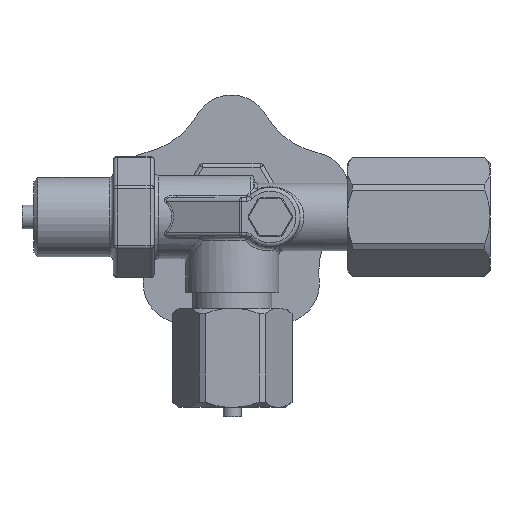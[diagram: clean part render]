
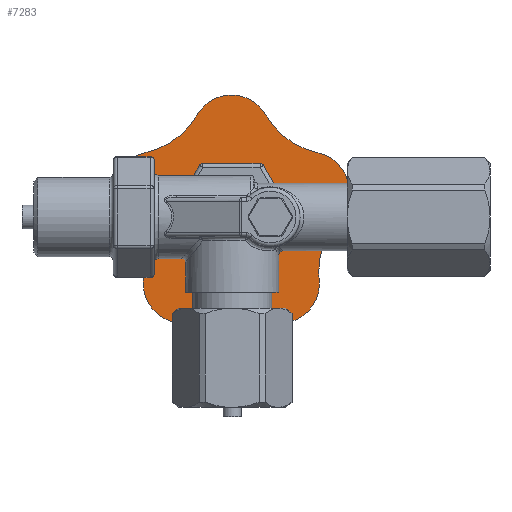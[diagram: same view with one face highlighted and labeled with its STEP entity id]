
A CAD part, front view. The second image highlights one B-rep face of the part: STEP entity #7283.
In plain terms, the highlighted planar face has unit normal (0, -1, 0).
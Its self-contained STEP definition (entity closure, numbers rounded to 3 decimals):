
#157 = EDGE_LOOP ( 'NONE', ( #6914, #6919 ) ) ;
#174 = EDGE_LOOP ( 'NONE', ( #6915, #6918, #1134, #1133, #1137, #1135, #1136, #9613, #9612, #9614, #9615, #9616, #2018 ) ) ;
#1133 = ORIENTED_EDGE ( 'NONE', *, *, #7929, .F. ) ;
#1134 = ORIENTED_EDGE ( 'NONE', *, *, #7890, .F. ) ;
#1135 = ORIENTED_EDGE ( 'NONE', *, *, #7931, .F. ) ;
#1136 = ORIENTED_EDGE ( 'NONE', *, *, #7894, .F. ) ;
#1137 = ORIENTED_EDGE ( 'NONE', *, *, #7930, .F. ) ;
#2018 = ORIENTED_EDGE ( 'NONE', *, *, #7900, .F. ) ;
#3523 = CARTESIAN_POINT ( 'NONE',  ( -36.45, 69.8, 0. ) ) ;
#3526 = PLANE ( 'NONE',  #3752 ) ;
#3528 = DIRECTION ( 'NONE',  ( 0., 1., 0. ) ) ;
#3529 = DIRECTION ( 'NONE',  ( -1., 0., 0. ) ) ;
#3752 = AXIS2_PLACEMENT_3D ( 'NONE', #3523, #3528, #3529 ) ;
#4653 = CIRCLE ( 'NONE', #4958, 10. ) ;
#4665 = CIRCLE ( 'NONE', #4960, 20. ) ;
#4671 = CIRCLE ( 'NONE', #4965, 10. ) ;
#4673 = CIRCLE ( 'NONE', #4968, 9.95 ) ;
#4705 = CIRCLE ( 'NONE', #4985, 9.95 ) ;
#4706 = CIRCLE ( 'NONE', #4986, 20. ) ;
#4707 = CIRCLE ( 'NONE', #4987, 10. ) ;
#4708 = CIRCLE ( 'NONE', #4988, 20. ) ;
#4709 = CIRCLE ( 'NONE', #4989, 10. ) ;
#4710 = CIRCLE ( 'NONE', #4990, 20. ) ;
#4711 = CIRCLE ( 'NONE', #4991, 10. ) ;
#4712 = CIRCLE ( 'NONE', #4992, 20. ) ;
#4713 = CIRCLE ( 'NONE', #4993, 10. ) ;
#4714 = CIRCLE ( 'NONE', #4994, 20. ) ;
#4715 = CIRCLE ( 'NONE', #4995, 10. ) ;
#4958 = AXIS2_PLACEMENT_3D ( 'NONE', #5811, #5812, #5813 ) ;
#4960 = AXIS2_PLACEMENT_3D ( 'NONE', #5821, #5822, #5823 ) ;
#4965 = AXIS2_PLACEMENT_3D ( 'NONE', #5838, #5839, #5840 ) ;
#4968 = AXIS2_PLACEMENT_3D ( 'NONE', #5852, #5853, #5854 ) ;
#4985 = AXIS2_PLACEMENT_3D ( 'NONE', #5908, #5909, #5910 ) ;
#4986 = AXIS2_PLACEMENT_3D ( 'NONE', #5911, #5912, #5913 ) ;
#4987 = AXIS2_PLACEMENT_3D ( 'NONE', #5914, #5915, #5916 ) ;
#4988 = AXIS2_PLACEMENT_3D ( 'NONE', #5917, #5918, #5919 ) ;
#4989 = AXIS2_PLACEMENT_3D ( 'NONE', #5920, #5921, #5922 ) ;
#4990 = AXIS2_PLACEMENT_3D ( 'NONE', #5923, #5924, #5925 ) ;
#4991 = AXIS2_PLACEMENT_3D ( 'NONE', #5926, #5927, #5928 ) ;
#4992 = AXIS2_PLACEMENT_3D ( 'NONE', #5929, #5930, #5931 ) ;
#4993 = AXIS2_PLACEMENT_3D ( 'NONE', #5932, #5933, #5934 ) ;
#4994 = AXIS2_PLACEMENT_3D ( 'NONE', #5937, #5938, #5939 ) ;
#4995 = AXIS2_PLACEMENT_3D ( 'NONE', #5941, #5942, #5943 ) ;
#5811 = CARTESIAN_POINT ( 'NONE',  ( -17.897, 69.8, -16.787 ) ) ;
#5812 = DIRECTION ( 'NONE',  ( 0., 1., 0. ) ) ;
#5813 = DIRECTION ( 'NONE',  ( -1., 0., 0. ) ) ;
#5821 = CARTESIAN_POINT ( 'NONE',  ( 36.333, 69.8, -13.657 ) ) ;
#5822 = DIRECTION ( 'NONE',  ( 0., -1., 0. ) ) ;
#5823 = DIRECTION ( 'NONE',  ( -1., 0., 0. ) ) ;
#5838 = CARTESIAN_POINT ( 'NONE',  ( -25.434, 69.8, 6.412 ) ) ;
#5839 = DIRECTION ( 'NONE',  ( 0., 1., 0. ) ) ;
#5840 = DIRECTION ( 'NONE',  ( -1., 0., 0. ) ) ;
#5852 = CARTESIAN_POINT ( 'NONE',  ( -5.7, 69.8, 0. ) ) ;
#5853 = DIRECTION ( 'NONE',  ( 0., -1., 0. ) ) ;
#5854 = DIRECTION ( 'NONE',  ( 1., 0., 0. ) ) ;
#5908 = CARTESIAN_POINT ( 'NONE',  ( -5.7, 69.8, 0. ) ) ;
#5909 = DIRECTION ( 'NONE',  ( 0., -1., 0. ) ) ;
#5910 = DIRECTION ( 'NONE',  ( 1., 0., 0. ) ) ;
#5911 = CARTESIAN_POINT ( 'NONE',  ( -47.733, 69.8, -13.657 ) ) ;
#5912 = DIRECTION ( 'NONE',  ( 0., -1., 0. ) ) ;
#5913 = DIRECTION ( 'NONE',  ( -1., 0., 0. ) ) ;
#5914 = CARTESIAN_POINT ( 'NONE',  ( -17.897, 69.8, -16.787 ) ) ;
#5915 = DIRECTION ( 'NONE',  ( 0., 1., 0. ) ) ;
#5916 = DIRECTION ( 'NONE',  ( -1., 0., 0. ) ) ;
#5917 = CARTESIAN_POINT ( 'NONE',  ( -5.7, 69.8, -44.196 ) ) ;
#5918 = DIRECTION ( 'NONE',  ( 0., -1., 0. ) ) ;
#5919 = DIRECTION ( 'NONE',  ( -1., 0., 0. ) ) ;
#5920 = CARTESIAN_POINT ( 'NONE',  ( 6.497, 69.8, -16.787 ) ) ;
#5921 = DIRECTION ( 'NONE',  ( 0., 1., 0. ) ) ;
#5922 = DIRECTION ( 'NONE',  ( -1., 0., 0. ) ) ;
#5923 = CARTESIAN_POINT ( 'NONE',  ( 36.333, 69.8, -13.657 ) ) ;
#5924 = DIRECTION ( 'NONE',  ( 0., -1., 0. ) ) ;
#5925 = DIRECTION ( 'NONE',  ( -1., 0., 0. ) ) ;
#5926 = CARTESIAN_POINT ( 'NONE',  ( 14.034, 69.8, 6.412 ) ) ;
#5927 = DIRECTION ( 'NONE',  ( 0., 1., 0. ) ) ;
#5928 = DIRECTION ( 'NONE',  ( -1., 0., 0. ) ) ;
#5929 = CARTESIAN_POINT ( 'NONE',  ( 20.278, 69.8, 35.755 ) ) ;
#5930 = DIRECTION ( 'NONE',  ( 0., -1., 0. ) ) ;
#5931 = DIRECTION ( 'NONE',  ( -1., 0., 0. ) ) ;
#5932 = CARTESIAN_POINT ( 'NONE',  ( -5.7, 69.8, 20.75 ) ) ;
#5933 = DIRECTION ( 'NONE',  ( 0., 1., 0. ) ) ;
#5934 = DIRECTION ( 'NONE',  ( -1., 0., 0. ) ) ;
#5937 = CARTESIAN_POINT ( 'NONE',  ( -31.678, 69.8, 35.755 ) ) ;
#5938 = DIRECTION ( 'NONE',  ( 0., -1., 0. ) ) ;
#5939 = DIRECTION ( 'NONE',  ( -1., 0., 0. ) ) ;
#5941 = CARTESIAN_POINT ( 'NONE',  ( -25.434, 69.8, 6.412 ) ) ;
#5942 = DIRECTION ( 'NONE',  ( 0., 1., 0. ) ) ;
#5943 = DIRECTION ( 'NONE',  ( -1., 0., 0. ) ) ;
#5960 = CARTESIAN_POINT ( 'NONE',  ( -27.897, 69.8, -16.787 ) ) ;
#5961 = CARTESIAN_POINT ( 'NONE',  ( 16.333, 69.8, -13.657 ) ) ;
#5983 = CARTESIAN_POINT ( 'NONE',  ( 4.25, 69.8, 0. ) ) ;
#5990 = CARTESIAN_POINT ( 'NONE',  ( -15.65, 69.8, 0. ) ) ;
#5994 = CARTESIAN_POINT ( 'NONE',  ( -14.359, 69.8, 25.752 ) ) ;
#5996 = CARTESIAN_POINT ( 'NONE',  ( -27.516, 69.8, 16.193 ) ) ;
#6000 = CARTESIAN_POINT ( 'NONE',  ( 2.431, 69.8, -25.923 ) ) ;
#6005 = CARTESIAN_POINT ( 'NONE',  ( -27.842, 69.8, -15.744 ) ) ;
#6009 = CARTESIAN_POINT ( 'NONE',  ( 16.116, 69.8, 16.193 ) ) ;
#6012 = CARTESIAN_POINT ( 'NONE',  ( -13.831, 69.8, -25.923 ) ) ;
#6014 = CARTESIAN_POINT ( 'NONE',  ( -32.867, 69.8, -0.278 ) ) ;
#6015 = CARTESIAN_POINT ( 'NONE',  ( 21.467, 69.8, -0.278 ) ) ;
#6630 = CARTESIAN_POINT ( 'NONE',  ( -35.434, 69.8, 6.412 ) ) ;
#6740 = CARTESIAN_POINT ( 'NONE',  ( 16.442, 69.8, -15.744 ) ) ;
#6742 = CARTESIAN_POINT ( 'NONE',  ( 2.959, 69.8, 25.752 ) ) ;
#6914 = ORIENTED_EDGE ( 'NONE', *, *, #7905, .F. ) ;
#6915 = ORIENTED_EDGE ( 'NONE', *, *, #7927, .F. ) ;
#6918 = ORIENTED_EDGE ( 'NONE', *, *, #7928, .F. ) ;
#6919 = ORIENTED_EDGE ( 'NONE', *, *, #7926, .F. ) ;
#7283 = ADVANCED_FACE ( 'NONE', ( #9419, #9427 ), #3526, .F. ) ;
#7890 = EDGE_CURVE ( 'NONE', #8214, #8182, #4653, .T. ) ;
#7894 = EDGE_CURVE ( 'NONE', #8217, #8180, #4665, .T. ) ;
#7900 = EDGE_CURVE ( 'NONE', #8216, #8371, #4671, .T. ) ;
#7905 = EDGE_CURVE ( 'NONE', #8185, #8192, #4673, .T. ) ;
#7926 = EDGE_CURVE ( 'NONE', #8192, #8185, #4705, .T. ) ;
#7927 = EDGE_CURVE ( 'NONE', #8207, #8216, #4706, .T. ) ;
#7928 = EDGE_CURVE ( 'NONE', #8182, #8207, #4707, .T. ) ;
#7929 = EDGE_CURVE ( 'NONE', #8202, #8214, #4708, .T. ) ;
#7930 = EDGE_CURVE ( 'NONE', #8483, #8202, #4709, .T. ) ;
#7931 = EDGE_CURVE ( 'NONE', #8180, #8483, #4710, .T. ) ;
#7932 = EDGE_CURVE ( 'NONE', #8211, #8217, #4711, .T. ) ;
#7933 = EDGE_CURVE ( 'NONE', #8485, #8211, #4712, .T. ) ;
#7934 = EDGE_CURVE ( 'NONE', #8196, #8485, #4713, .T. ) ;
#7935 = EDGE_CURVE ( 'NONE', #8198, #8196, #4714, .T. ) ;
#7936 = EDGE_CURVE ( 'NONE', #8371, #8198, #4715, .T. ) ;
#8180 = VERTEX_POINT ( 'NONE', #5961 ) ;
#8182 = VERTEX_POINT ( 'NONE', #5960 ) ;
#8185 = VERTEX_POINT ( 'NONE', #5983 ) ;
#8192 = VERTEX_POINT ( 'NONE', #5990 ) ;
#8196 = VERTEX_POINT ( 'NONE', #5994 ) ;
#8198 = VERTEX_POINT ( 'NONE', #5996 ) ;
#8202 = VERTEX_POINT ( 'NONE', #6000 ) ;
#8207 = VERTEX_POINT ( 'NONE', #6005 ) ;
#8211 = VERTEX_POINT ( 'NONE', #6009 ) ;
#8214 = VERTEX_POINT ( 'NONE', #6012 ) ;
#8216 = VERTEX_POINT ( 'NONE', #6014 ) ;
#8217 = VERTEX_POINT ( 'NONE', #6015 ) ;
#8371 = VERTEX_POINT ( 'NONE', #6630 ) ;
#8483 = VERTEX_POINT ( 'NONE', #6740 ) ;
#8485 = VERTEX_POINT ( 'NONE', #6742 ) ;
#9419 = FACE_BOUND ( 'NONE', #157, .T. ) ;
#9427 = FACE_OUTER_BOUND ( 'NONE', #174, .T. ) ;
#9612 = ORIENTED_EDGE ( 'NONE', *, *, #7933, .F. ) ;
#9613 = ORIENTED_EDGE ( 'NONE', *, *, #7932, .F. ) ;
#9614 = ORIENTED_EDGE ( 'NONE', *, *, #7934, .F. ) ;
#9615 = ORIENTED_EDGE ( 'NONE', *, *, #7935, .F. ) ;
#9616 = ORIENTED_EDGE ( 'NONE', *, *, #7936, .F. ) ;
